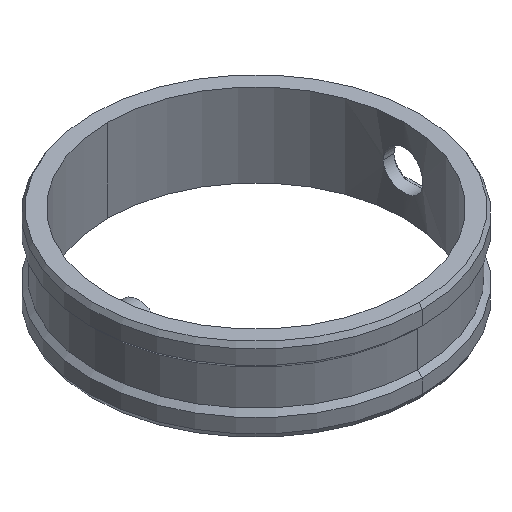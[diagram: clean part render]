
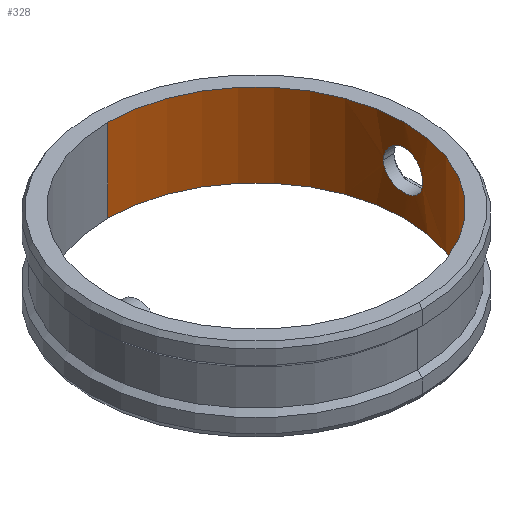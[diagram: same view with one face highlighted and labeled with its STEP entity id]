
A CAD part, isometric view. The second image highlights one B-rep face of the part: STEP entity #328.
In plain terms, the highlighted cylindrical face has radius 12.5 mm (diameter 25 mm), a partial arc.
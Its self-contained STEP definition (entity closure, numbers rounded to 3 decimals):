
#138=CARTESIAN_POINT('',(0.,-12.5,0.));
#139=VERTEX_POINT('',#138);
#140=CARTESIAN_POINT('',(-0.,12.5,0.));
#141=VERTEX_POINT('',#140);
#149=CARTESIAN_POINT('',(0.,0.,0.));
#150=DIRECTION('',(0.,0.,-1.));
#151=DIRECTION('',(0.,1.,0.));
#152=AXIS2_PLACEMENT_3D('',#149,#150,#151);
#153=CIRCLE('',#152,12.5);
#154=EDGE_CURVE('',#141,#139,#153,.T.);
#169=CARTESIAN_POINT('',(0.,0.,0.));
#170=DIRECTION('',(0.,0.,-1.));
#171=DIRECTION('',(0.,-1.,0.));
#172=AXIS2_PLACEMENT_3D('',#169,#170,#171);
#173=CYLINDRICAL_SURFACE('',#172,12.5);
#174=CARTESIAN_POINT('',(-0.,12.5,7.));
#175=VERTEX_POINT('',#174);
#176=CARTESIAN_POINT('',(-0.,12.5,0.));
#177=DIRECTION('',(-0.,-0.,1.));
#178=VECTOR('',#177,7.);
#179=LINE('',#176,#178);
#180=EDGE_CURVE('',#141,#175,#179,.T.);
#181=ORIENTED_EDGE('',*,*,#180,.F.);
#182=ORIENTED_EDGE('',*,*,#154,.T.);
#183=CARTESIAN_POINT('',(0.,-12.5,7.));
#184=VERTEX_POINT('',#183);
#185=CARTESIAN_POINT('',(0.,-12.5,0.));
#186=DIRECTION('',(0.,-0.,1.));
#187=VECTOR('',#186,7.);
#188=LINE('',#185,#187);
#189=EDGE_CURVE('',#139,#184,#188,.T.);
#190=ORIENTED_EDGE('',*,*,#189,.T.);
#191=CARTESIAN_POINT('',(0.,0.,7.));
#192=DIRECTION('',(0.,0.,-1.));
#193=DIRECTION('',(0.,1.,0.));
#194=AXIS2_PLACEMENT_3D('',#191,#192,#193);
#195=CIRCLE('',#194,12.5);
#196=EDGE_CURVE('',#175,#184,#195,.T.);
#197=ORIENTED_EDGE('',*,*,#196,.F.);
#198=EDGE_LOOP('',(#181,#182,#190,#197));
#199=FACE_BOUND('',#198,.T.);
#200=CARTESIAN_POINT('',(12.391,-1.65,3.5));
#201=VERTEX_POINT('',#200);
#202=CARTESIAN_POINT('',(12.391,1.65,3.5));
#203=VERTEX_POINT('',#202);
#204=CARTESIAN_POINT('',(12.391,-1.65,3.5));
#205=CARTESIAN_POINT('',(12.391,-1.65,3.316));
#206=CARTESIAN_POINT('',(12.395,-1.618,3.13));
#207=CARTESIAN_POINT('',(12.403,-1.558,2.957));
#208=CARTESIAN_POINT('',(12.41,-1.497,2.783));
#209=CARTESIAN_POINT('',(12.421,-1.406,2.618));
#210=CARTESIAN_POINT('',(12.433,-1.293,2.474));
#211=CARTESIAN_POINT('',(12.445,-1.178,2.33));
#212=CARTESIAN_POINT('',(12.458,-1.037,2.203));
#213=CARTESIAN_POINT('',(12.469,-0.881,2.105));
#214=CARTESIAN_POINT('',(12.48,-0.725,2.006));
#215=CARTESIAN_POINT('',(12.489,-0.549,1.933));
#216=CARTESIAN_POINT('',(12.495,-0.368,1.892));
#217=CARTESIAN_POINT('',(12.5,-0.188,1.85));
#218=CARTESIAN_POINT('',(12.501,0.001,1.84));
#219=CARTESIAN_POINT('',(12.499,0.184,1.86));
#220=CARTESIAN_POINT('',(12.496,0.366,1.881));
#221=CARTESIAN_POINT('',(12.489,0.547,1.933));
#222=CARTESIAN_POINT('',(12.48,0.712,2.012));
#223=CARTESIAN_POINT('',(12.47,0.878,2.091));
#224=CARTESIAN_POINT('',(12.458,1.032,2.199));
#225=CARTESIAN_POINT('',(12.446,1.162,2.329));
#226=CARTESIAN_POINT('',(12.434,1.293,2.459));
#227=CARTESIAN_POINT('',(12.421,1.404,2.613));
#228=CARTESIAN_POINT('',(12.412,1.484,2.779));
#229=CARTESIAN_POINT('',(12.402,1.565,2.946));
#230=CARTESIAN_POINT('',(12.395,1.618,3.129));
#231=CARTESIAN_POINT('',(12.392,1.639,3.313));
#232=CARTESIAN_POINT('',(12.389,1.66,3.495));
#233=CARTESIAN_POINT('',(12.391,1.65,3.684));
#234=CARTESIAN_POINT('',(12.396,1.609,3.863));
#235=CARTESIAN_POINT('',(12.401,1.569,4.042));
#236=CARTESIAN_POINT('',(12.41,1.498,4.216));
#237=CARTESIAN_POINT('',(12.421,1.401,4.371));
#238=CARTESIAN_POINT('',(12.432,1.304,4.527));
#239=CARTESIAN_POINT('',(12.445,1.179,4.669));
#240=CARTESIAN_POINT('',(12.457,1.036,4.784));
#241=CARTESIAN_POINT('',(12.469,0.892,4.901));
#242=CARTESIAN_POINT('',(12.48,0.726,4.993));
#243=CARTESIAN_POINT('',(12.488,0.551,5.055));
#244=CARTESIAN_POINT('',(12.496,0.377,5.117));
#245=CARTESIAN_POINT('',(12.5,0.19,5.149));
#246=CARTESIAN_POINT('',(12.5,0.005,5.15));
#247=CARTESIAN_POINT('',(12.5,-0.179,5.151));
#248=CARTESIAN_POINT('',(12.496,-0.365,5.12));
#249=CARTESIAN_POINT('',(12.488,-0.538,5.06));
#250=CARTESIAN_POINT('',(12.481,-0.711,5.));
#251=CARTESIAN_POINT('',(12.47,-0.876,4.91));
#252=CARTESIAN_POINT('',(12.458,-1.02,4.797));
#253=CARTESIAN_POINT('',(12.446,-1.165,4.683));
#254=CARTESIAN_POINT('',(12.433,-1.292,4.542));
#255=CARTESIAN_POINT('',(12.422,-1.391,4.387));
#256=CARTESIAN_POINT('',(12.411,-1.491,4.231));
#257=CARTESIAN_POINT('',(12.402,-1.565,4.055));
#258=CARTESIAN_POINT('',(12.396,-1.607,3.875));
#259=CARTESIAN_POINT('',(12.393,-1.635,3.752));
#260=CARTESIAN_POINT('',(12.391,-1.65,3.626));
#261=CARTESIAN_POINT('',(12.391,-1.65,3.5));
#262=B_SPLINE_CURVE_WITH_KNOTS('',3,(#204,#205,#206,#207,#208,#209,#210,#211,#212,#213,#214,#215,#216,#217,#218,#219,#220,#221,#222,#223,#224,#225,#226,#227,#228,#229,
#230,#231,#232,#233,#234,#235,#236,#237,#238,#239,#240,#241,#242,#243,#244,#245,#246,#247,#248,#249,#250,#251,#252,#253,#254,
#255,#256,#257,#258,#259,#260,#261),.UNSPECIFIED.,.T.,.F.,(4,3,3,3,3,3,3,3,3,3,3,3,3,3,3,3,3,3,3,4),(0.,0.053,0.107,0.16,0.214,0.268,0.321,0.374,0.428,0.482,0.535,0.589,0.642,0.696,0.75,0.803,0.856,0.91,0.964,1.),.UNSPECIFIED.);
#263=EDGE_CURVE('',#201,#203,#262,.T.);
#264=ORIENTED_EDGE('',*,*,#263,.T.);
#265=CARTESIAN_POINT('',(12.391,-1.65,3.5));
#266=CARTESIAN_POINT('',(12.391,-1.65,3.316));
#267=CARTESIAN_POINT('',(12.395,-1.618,3.13));
#268=CARTESIAN_POINT('',(12.403,-1.558,2.957));
#269=CARTESIAN_POINT('',(12.41,-1.497,2.783));
#270=CARTESIAN_POINT('',(12.421,-1.406,2.618));
#271=CARTESIAN_POINT('',(12.433,-1.293,2.474));
#272=CARTESIAN_POINT('',(12.445,-1.178,2.33));
#273=CARTESIAN_POINT('',(12.458,-1.037,2.203));
#274=CARTESIAN_POINT('',(12.469,-0.881,2.105));
#275=CARTESIAN_POINT('',(12.48,-0.725,2.006));
#276=CARTESIAN_POINT('',(12.489,-0.549,1.933));
#277=CARTESIAN_POINT('',(12.495,-0.368,1.892));
#278=CARTESIAN_POINT('',(12.5,-0.188,1.85));
#279=CARTESIAN_POINT('',(12.501,0.001,1.84));
#280=CARTESIAN_POINT('',(12.499,0.184,1.86));
#281=CARTESIAN_POINT('',(12.496,0.366,1.881));
#282=CARTESIAN_POINT('',(12.489,0.547,1.933));
#283=CARTESIAN_POINT('',(12.48,0.712,2.012));
#284=CARTESIAN_POINT('',(12.47,0.878,2.091));
#285=CARTESIAN_POINT('',(12.458,1.032,2.199));
#286=CARTESIAN_POINT('',(12.446,1.162,2.329));
#287=CARTESIAN_POINT('',(12.434,1.293,2.459));
#288=CARTESIAN_POINT('',(12.421,1.404,2.613));
#289=CARTESIAN_POINT('',(12.412,1.484,2.779));
#290=CARTESIAN_POINT('',(12.402,1.565,2.946));
#291=CARTESIAN_POINT('',(12.395,1.618,3.129));
#292=CARTESIAN_POINT('',(12.392,1.639,3.313));
#293=CARTESIAN_POINT('',(12.389,1.66,3.495));
#294=CARTESIAN_POINT('',(12.391,1.65,3.684));
#295=CARTESIAN_POINT('',(12.396,1.609,3.863));
#296=CARTESIAN_POINT('',(12.401,1.569,4.042));
#297=CARTESIAN_POINT('',(12.41,1.498,4.216));
#298=CARTESIAN_POINT('',(12.421,1.401,4.371));
#299=CARTESIAN_POINT('',(12.432,1.304,4.527));
#300=CARTESIAN_POINT('',(12.445,1.179,4.669));
#301=CARTESIAN_POINT('',(12.457,1.036,4.784));
#302=CARTESIAN_POINT('',(12.469,0.892,4.901));
#303=CARTESIAN_POINT('',(12.48,0.726,4.993));
#304=CARTESIAN_POINT('',(12.488,0.551,5.055));
#305=CARTESIAN_POINT('',(12.496,0.377,5.117));
#306=CARTESIAN_POINT('',(12.5,0.19,5.149));
#307=CARTESIAN_POINT('',(12.5,0.005,5.15));
#308=CARTESIAN_POINT('',(12.5,-0.179,5.151));
#309=CARTESIAN_POINT('',(12.496,-0.365,5.12));
#310=CARTESIAN_POINT('',(12.488,-0.538,5.06));
#311=CARTESIAN_POINT('',(12.481,-0.711,5.));
#312=CARTESIAN_POINT('',(12.47,-0.876,4.91));
#313=CARTESIAN_POINT('',(12.458,-1.02,4.797));
#314=CARTESIAN_POINT('',(12.446,-1.165,4.683));
#315=CARTESIAN_POINT('',(12.433,-1.292,4.542));
#316=CARTESIAN_POINT('',(12.422,-1.391,4.387));
#317=CARTESIAN_POINT('',(12.411,-1.491,4.231));
#318=CARTESIAN_POINT('',(12.402,-1.565,4.055));
#319=CARTESIAN_POINT('',(12.396,-1.607,3.875));
#320=CARTESIAN_POINT('',(12.393,-1.635,3.752));
#321=CARTESIAN_POINT('',(12.391,-1.65,3.626));
#322=CARTESIAN_POINT('',(12.391,-1.65,3.5));
#323=B_SPLINE_CURVE_WITH_KNOTS('',3,(#265,#266,#267,#268,#269,#270,#271,#272,#273,#274,#275,#276,#277,#278,#279,#280,#281,#282,#283,#284,#285,#286,#287,#288,#289,#290,
#291,#292,#293,#294,#295,#296,#297,#298,#299,#300,#301,#302,#303,#304,#305,#306,#307,#308,#309,#310,#311,#312,#313,#314,#315,
#316,#317,#318,#319,#320,#321,#322),.UNSPECIFIED.,.T.,.F.,(4,3,3,3,3,3,3,3,3,3,3,3,3,3,3,3,3,3,3,4),(0.,0.053,0.107,0.16,0.214,0.268,0.321,0.374,0.428,0.482,0.535,0.589,0.642,0.696,0.75,0.803,0.856,0.91,0.964,1.),.UNSPECIFIED.);
#324=EDGE_CURVE('',#203,#201,#323,.T.);
#325=ORIENTED_EDGE('',*,*,#324,.T.);
#326=EDGE_LOOP('',(#264,#325));
#327=FACE_BOUND('',#326,.T.);
#328=ADVANCED_FACE('',(#199,#327),#173,.F.);
